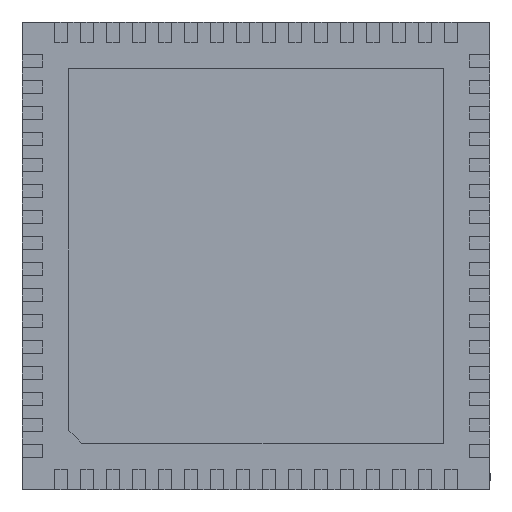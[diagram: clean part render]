
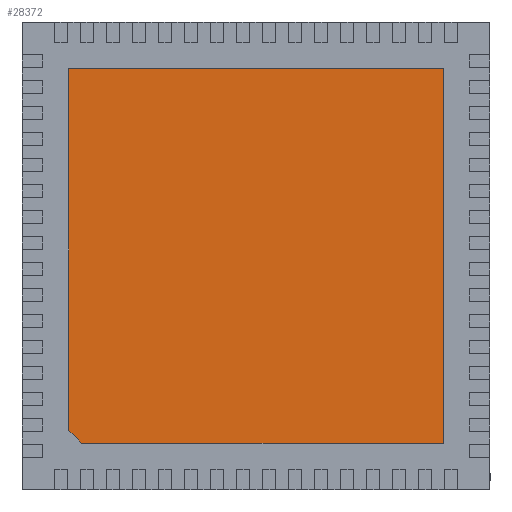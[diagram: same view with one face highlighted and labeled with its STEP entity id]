
A CAD part, front view. The second image highlights one B-rep face of the part: STEP entity #28372.
In plain terms, the highlighted planar face has unit normal (0, -1, 0).
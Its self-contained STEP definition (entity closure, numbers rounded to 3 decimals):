
#1367 = CARTESIAN_POINT ( 'NONE',  ( -3.6, 0., -3.35 ) ) ;
#2307 = LINE ( 'NONE', #15641, #3109 ) ;
#2501 = DIRECTION ( 'NONE',  ( 0., 0., 1. ) ) ;
#2777 = DIRECTION ( 'NONE',  ( 0.707, 0., -0.707 ) ) ;
#2880 = ORIENTED_EDGE ( 'NONE', *, *, #17019, .T. ) ;
#3109 = VECTOR ( 'NONE', #2777, 1000. ) ;
#4509 = VERTEX_POINT ( 'NONE', #20361 ) ;
#6069 = EDGE_CURVE ( 'NONE', #4509, #23745, #23954, .T. ) ;
#7293 = VECTOR ( 'NONE', #2501, 1000. ) ;
#7809 = VECTOR ( 'NONE', #25243, 1000. ) ;
#8750 = EDGE_CURVE ( 'NONE', #9014, #14475, #19140, .T. ) ;
#9014 = VERTEX_POINT ( 'NONE', #18167 ) ;
#9559 = CARTESIAN_POINT ( 'NONE',  ( 3.6, 0., 3.6 ) ) ;
#9876 = VECTOR ( 'NONE', #14466, 1000. ) ;
#9926 = ORIENTED_EDGE ( 'NONE', *, *, #25861, .T. ) ;
#10976 = ORIENTED_EDGE ( 'NONE', *, *, #6069, .T. ) ;
#14466 = DIRECTION ( 'NONE',  ( 0., 0., -1. ) ) ;
#14475 = VERTEX_POINT ( 'NONE', #28287 ) ;
#14693 = DIRECTION ( 'NONE',  ( 0., -1., 0. ) ) ;
#15432 = VECTOR ( 'NONE', #23197, 1000. ) ;
#15641 = CARTESIAN_POINT ( 'NONE',  ( -3.35, 0., -3.6 ) ) ;
#17019 = EDGE_CURVE ( 'NONE', #14475, #4509, #2307, .T. ) ;
#17119 = ORIENTED_EDGE ( 'NONE', *, *, #30341, .T. ) ;
#18167 = CARTESIAN_POINT ( 'NONE',  ( -3.6, 0., 3.6 ) ) ;
#19069 = CARTESIAN_POINT ( 'NONE',  ( 3.6, 0., 3.6 ) ) ;
#19140 = LINE ( 'NONE', #1367, #9876 ) ;
#20361 = CARTESIAN_POINT ( 'NONE',  ( -3.35, 0., -3.6 ) ) ;
#21176 = VERTEX_POINT ( 'NONE', #19069 ) ;
#22613 = DIRECTION ( 'NONE',  ( 0., 0., -1. ) ) ;
#22770 = LINE ( 'NONE', #9559, #7809 ) ;
#23197 = DIRECTION ( 'NONE',  ( 1., 0., 0. ) ) ;
#23745 = VERTEX_POINT ( 'NONE', #32726 ) ;
#23873 = LINE ( 'NONE', #28692, #7293 ) ;
#23954 = LINE ( 'NONE', #33153, #15432 ) ;
#25243 = DIRECTION ( 'NONE',  ( -1., 0., 0. ) ) ;
#25861 = EDGE_CURVE ( 'NONE', #21176, #9014, #22770, .T. ) ;
#26277 = AXIS2_PLACEMENT_3D ( 'NONE', #30124, #14693, #22613 ) ;
#28287 = CARTESIAN_POINT ( 'NONE',  ( -3.6, 0., -3.35 ) ) ;
#28372 = ADVANCED_FACE ( 'NONE', ( #30951 ), #30239, .T. ) ;
#28692 = CARTESIAN_POINT ( 'NONE',  ( 3.6, 0., -3.6 ) ) ;
#30124 = CARTESIAN_POINT ( 'NONE',  ( 0., 0., 0. ) ) ;
#30239 = PLANE ( 'NONE',  #26277 ) ;
#30341 = EDGE_CURVE ( 'NONE', #23745, #21176, #23873, .T. ) ;
#30951 = FACE_OUTER_BOUND ( 'NONE', #31310, .T. ) ;
#31310 = EDGE_LOOP ( 'NONE', ( #31485, #2880, #10976, #17119, #9926 ) ) ;
#31485 = ORIENTED_EDGE ( 'NONE', *, *, #8750, .T. ) ;
#32726 = CARTESIAN_POINT ( 'NONE',  ( 3.6, 0., -3.6 ) ) ;
#33153 = CARTESIAN_POINT ( 'NONE',  ( 3.6, 0., -3.6 ) ) ;
